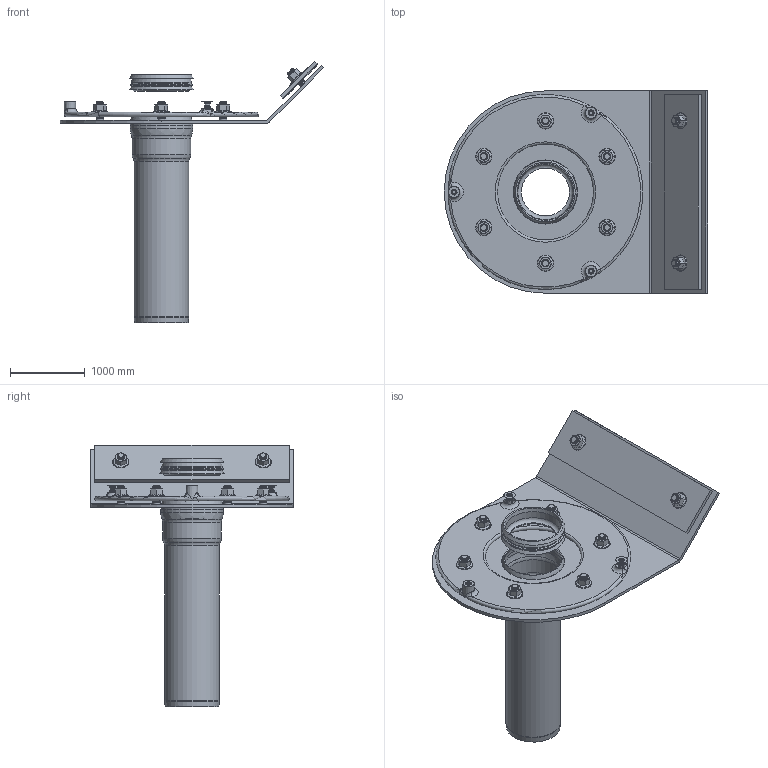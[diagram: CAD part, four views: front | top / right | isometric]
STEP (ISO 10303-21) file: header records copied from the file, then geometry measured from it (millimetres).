
FILE_DESCRIPTION(/* description */ (''),/* implementation_level */ '2;1');
FILE_NAME(/* name */ '21822.070X_3D.stp',/* time_stamp */ '2024-12-12T08:45:48+01:00',/* author */ ('CAD'),/* organization */ (''),/* preprocessor_version */ 'ST-DEVELOPER v20',/* originating_system */ 'AutoCAD Mechanical',/* authorisation */ '');
FILE_SCHEMA (('AUTOMOTIVE_DESIGN { 1 0 10303 214 3 1 1 }'));
Length unit declared in the file: centimetre
Products named in the file (2): Product; *S0
Assembly tree (1 placements, depth 2):
  Product
    *S0
Bounding box: 3516.31 x 2700 x 3490.85 mm (x, y, z)
Volume: 814158889.6 mm3; surface area: 47475677.9 mm2
Topology: 24 solids, 24 shells, 605 faces, 1255 edges, 715 vertices
Faces by surface type: cone 357, plane 135, cylinder 69, torus 32, bspline 12
Full cylindrical faces by diameter (mm): 70 x12, 80 x18, 83.76 x8, 100 x8, 160 x8, 640 x1, 706 x1, 730 x1, 740 x1, 760 x1, 784 x1, 810 x3, 834 x1, 838 x1, 840 x1
Entity records: 17515 total; most frequent: CARTESIAN_POINT 4525, DIRECTION 2901, ORIENTED_EDGE 2498, EDGE_CURVE 1249, AXIS2_PLACEMENT_3D 1220, VERTEX_POINT 715, EDGE_LOOP 680, CIRCLE 624
